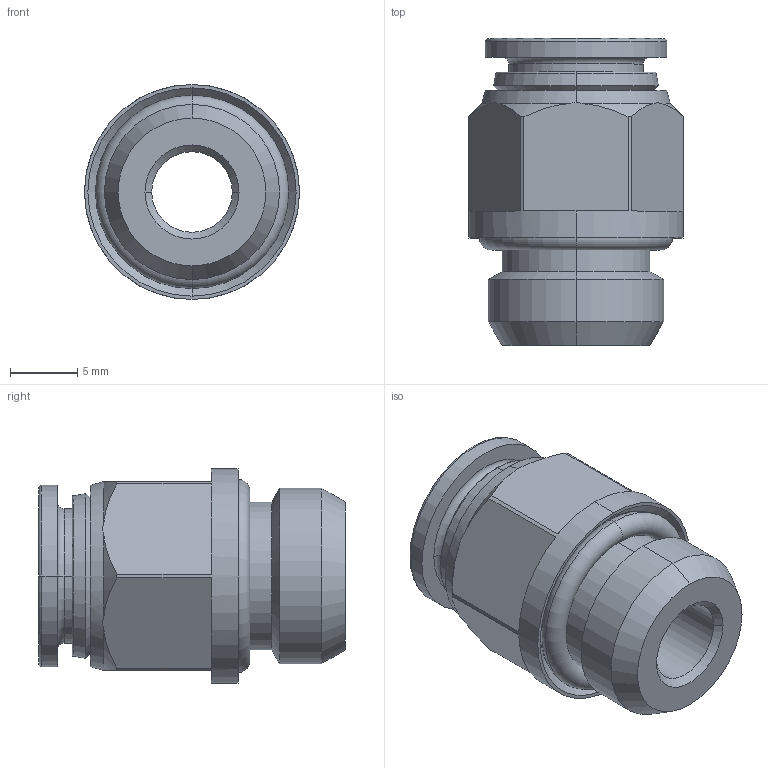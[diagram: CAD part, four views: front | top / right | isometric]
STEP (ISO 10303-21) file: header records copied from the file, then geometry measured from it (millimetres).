
FILE_DESCRIPTION (( 'STEP AP214' ), '1' );
FILE_NAME ('5902000006A.STEP', '2016-05-12T13:51:05', ( '' ), ( '' ), 'SwSTEP 2.0', 'SolidWorks 2016', '' );
FILE_SCHEMA (( 'AUTOMOTIVE_DESIGN' ));
Length unit declared in the file: millimetre
Products named in the file (1): 5902000006A
Bounding box: 16 x 22.85 x 16 mm (x, y, z)
Surface area: 2154.3 mm2 (no closed solid volume)
Topology: 0 solids, 5 shells, 117 faces, 292 edges, 188 vertices
Faces by surface type: plane 33, bspline 32, cone 22, cylinder 18, torus 12
Entity records: 6306 total; most frequent: CARTESIAN_POINT 2382, ORIENTED_EDGE 564, DIRECTION 480, EDGE_CURVE 292, VERTEX_POINT 188, AXIS2_PLACEMENT_3D 186, EDGE_LOOP 131, UNCERTAINTY_MEASURE_WITH_UNIT 119
